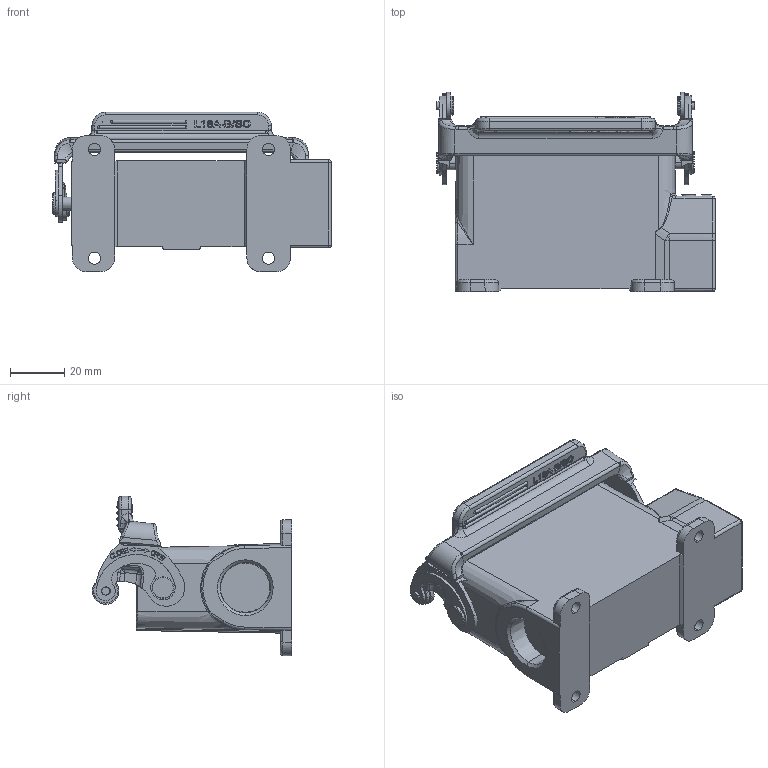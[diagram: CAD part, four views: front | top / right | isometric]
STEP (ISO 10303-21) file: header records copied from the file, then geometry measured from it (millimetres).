
FILE_DESCRIPTION((''),'2;1');
FILE_NAME('1_1','2024-01-27T',('11539'),(''),'PRO/ENGINEER BY PARAMETRIC TECHNOLOGY CORPORATION, 2012480','PRO/ENGINEER BY PARAMETRIC TECHNOLOGY CORPORATION, 2012480','');
FILE_SCHEMA(('CONFIG_CONTROL_DESIGN'));
Products named in the file (1): 1_1
Bounding box: 102.35 x 73.2 x 58.61 mm (x, y, z)
Volume: 74131.3 mm3; surface area: 40745 mm2
Topology: 1 solids, 22 shells, 1281 faces, 3486 edges, 2286 vertices
Faces by surface type: plane 514, cylinder 297, extrusion 236, bspline 113, torus 48, cone 44, sphere 29
Entity records: 48433 total; most frequent: CARTESIAN_POINT 17749, ORIENTED_EDGE 6824, DIRECTION 5421, EDGE_CURVE 3452, VERTEX_POINT 2286, VECTOR 1975, LINE 1739, AXIS2_PLACEMENT_3D 1723
